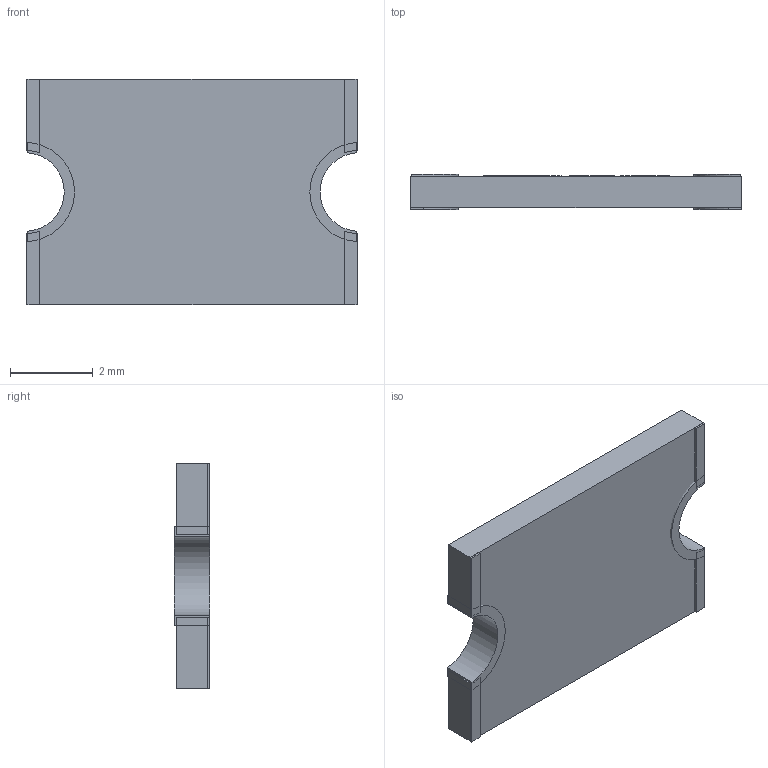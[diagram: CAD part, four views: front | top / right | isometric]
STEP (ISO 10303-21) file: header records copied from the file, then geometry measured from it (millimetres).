
FILE_DESCRIPTION( ( '' ), ' ' );
FILE_NAME( '58c9385ba1545d0f6913a14c.step', '2017-03-15T12:50:15', ( '' ), ( '' ), ' ', ' ', ' ' );
FILE_SCHEMA( ( 'AUTOMOTIVE_DESIGN { 1 0 10303 214 1 1 1 1 }' ) );
Length unit declared in the file: metre
Products named in the file (7): 1; 2; 3; 4; 5; 6; 7
Bounding box: 7.98 x 0.85 x 5.44 mm (x, y, z)
Volume: 31.7 mm3; surface area: 122.7 mm2
Topology: 7 solids, 7 shells, 81 faces, 189 edges, 126 vertices
Faces by surface type: plane 57, extrusion 14, cylinder 10
Entity records: 3659 total; most frequent: CARTESIAN_POINT 1111, ORIENTED_EDGE 378, DIRECTION 343, EDGE_CURVE 189, VECTOR 155, LINE 141, VERTEX_POINT 126, AXIS2_PLACEMENT_3D 94
